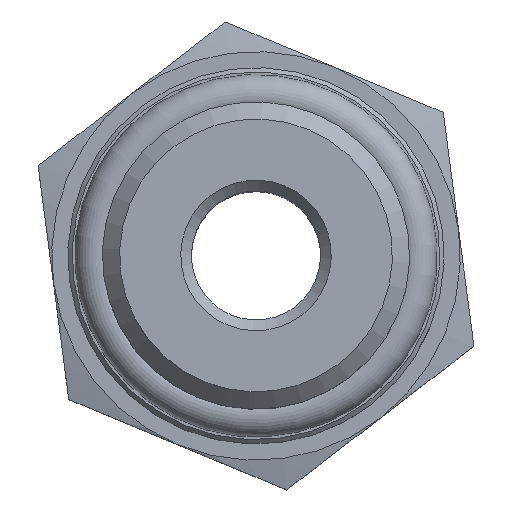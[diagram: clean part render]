
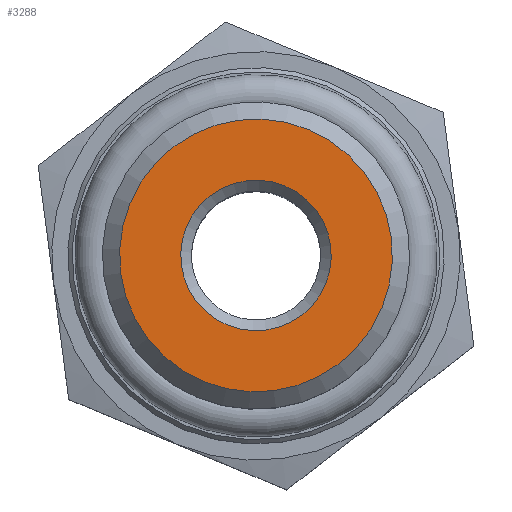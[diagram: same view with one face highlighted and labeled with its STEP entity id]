
A CAD part, top view. The second image highlights one B-rep face of the part: STEP entity #3288.
In plain terms, the highlighted planar face has unit normal (0, 0, 1).
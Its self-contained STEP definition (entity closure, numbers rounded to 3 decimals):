
#3257=CARTESIAN_POINT('',(3.5,0.,27.0));
#3258=VERTEX_POINT('',#3257);
#3259=CARTESIAN_POINT('',(0.0,0.0,27.0));
#3260=DIRECTION('',(0.0,0.0,1.0));
#3261=DIRECTION('',(-1.0,0.0,0.0));
#3262=AXIS2_PLACEMENT_3D('',#3259,#3260,#3261);
#3263=CIRCLE('',#3262,3.5);
#3264=EDGE_CURVE('',#3258,#3258,#3263,.T.);
#3269=CARTESIAN_POINT('',(0.,0.,27.0));
#3270=DIRECTION('',(0.0,0.0,1.0));
#3271=DIRECTION('',(1.0,0.0,0.0));
#3272=AXIS2_PLACEMENT_3D('',#3269,#3270,#3271);
#3273=PLANE('',#3272);
#3274=CARTESIAN_POINT('',(6.344,0.,27.0));
#3275=VERTEX_POINT('',#3274);
#3276=CARTESIAN_POINT('',(0.0,0.0,27.0));
#3277=DIRECTION('',(0.0,0.0,-1.0));
#3278=DIRECTION('',(-1.0,0.0,0.0));
#3279=AXIS2_PLACEMENT_3D('',#3276,#3277,#3278);
#3280=CIRCLE('',#3279,6.344);
#3281=EDGE_CURVE('',#3275,#3275,#3280,.T.);
#3282=ORIENTED_EDGE('',*,*,#3281,.F.);
#3283=EDGE_LOOP('',(#3282));
#3284=FACE_OUTER_BOUND('',#3283,.T.);
#3285=ORIENTED_EDGE('',*,*,#3264,.F.);
#3286=EDGE_LOOP('',(#3285));
#3287=FACE_BOUND('',#3286,.T.);
#3288=ADVANCED_FACE('',(#3284,#3287),#3273,.T.);
